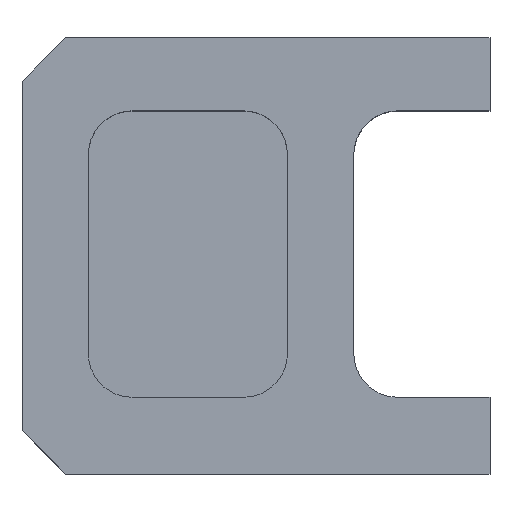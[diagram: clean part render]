
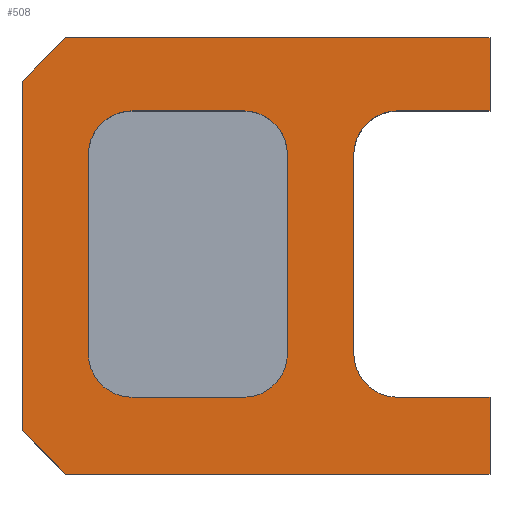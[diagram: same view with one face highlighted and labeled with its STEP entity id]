
A CAD part, top view. The second image highlights one B-rep face of the part: STEP entity #508.
In plain terms, the highlighted planar face has unit normal (0, 0, 1).
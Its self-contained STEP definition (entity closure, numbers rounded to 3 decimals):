
#14=DIRECTION('',(0.,1.,0.));
#15=VECTOR('',#14,5.334);
#16=CARTESIAN_POINT('',(34.036,-5.334,15.875));
#17=LINE('',#16,#15);
#32=DIRECTION('',(-1.,0.,0.));
#33=VECTOR('',#32,6.731);
#34=CARTESIAN_POINT('',(34.036,-5.334,15.875));
#35=LINE('',#34,#33);
#36=CARTESIAN_POINT('',(27.305,-8.509,15.875));
#37=DIRECTION('',(0.,0.,1.));
#38=DIRECTION('',(0.,1.,0.));
#39=AXIS2_PLACEMENT_3D('',#36,#37,#38);
#41=DIRECTION('',(0.,-1.,0.));
#42=VECTOR('',#41,14.478);
#43=CARTESIAN_POINT('',(24.13,-8.509,15.875));
#44=LINE('',#43,#42);
#45=CARTESIAN_POINT('',(27.305,-22.987,15.875));
#46=DIRECTION('',(0.,0.,1.));
#47=DIRECTION('',(-1.,0.,0.));
#48=AXIS2_PLACEMENT_3D('',#45,#46,#47);
#50=DIRECTION('',(1.,0.,0.));
#51=VECTOR('',#50,6.731);
#52=CARTESIAN_POINT('',(27.305,-26.162,15.875));
#53=LINE('',#52,#51);
#54=DIRECTION('',(-0.707,0.707,0.));
#55=VECTOR('',#54,4.49);
#56=CARTESIAN_POINT('',(3.175,-31.75,15.875));
#57=LINE('',#56,#55);
#58=DIRECTION('',(0.707,0.707,0.));
#59=VECTOR('',#58,4.49);
#60=CARTESIAN_POINT('',(0.,-3.175,15.875));
#61=LINE('',#60,#59);
#62=DIRECTION('',(0.,-1.,0.));
#63=VECTOR('',#62,14.478);
#64=CARTESIAN_POINT('',(4.826,-8.509,15.875));
#65=LINE('',#64,#63);
#66=CARTESIAN_POINT('',(8.001,-22.987,15.875));
#67=DIRECTION('',(0.,0.,1.));
#68=DIRECTION('',(-1.,0.,0.));
#69=AXIS2_PLACEMENT_3D('',#66,#67,#68);
#71=DIRECTION('',(1.,0.,0.));
#72=VECTOR('',#71,8.128);
#73=CARTESIAN_POINT('',(8.001,-26.162,15.875));
#74=LINE('',#73,#72);
#75=CARTESIAN_POINT('',(16.129,-22.987,15.875));
#76=DIRECTION('',(0.,0.,1.));
#77=DIRECTION('',(0.,-1.,0.));
#78=AXIS2_PLACEMENT_3D('',#75,#76,#77);
#80=DIRECTION('',(0.,1.,0.));
#81=VECTOR('',#80,14.478);
#82=CARTESIAN_POINT('',(19.304,-22.987,15.875));
#83=LINE('',#82,#81);
#84=CARTESIAN_POINT('',(16.129,-8.509,15.875));
#85=DIRECTION('',(0.,0.,1.));
#86=DIRECTION('',(1.,0.,0.));
#87=AXIS2_PLACEMENT_3D('',#84,#85,#86);
#89=DIRECTION('',(-1.,0.,0.));
#90=VECTOR('',#89,8.128);
#91=CARTESIAN_POINT('',(16.129,-5.334,15.875));
#92=LINE('',#91,#90);
#93=CARTESIAN_POINT('',(8.001,-8.509,15.875));
#94=DIRECTION('',(0.,0.,1.));
#95=DIRECTION('',(0.,1.,0.));
#96=AXIS2_PLACEMENT_3D('',#93,#94,#95);
#144=DIRECTION('',(-1.,0.,0.));
#145=VECTOR('',#144,30.861);
#146=CARTESIAN_POINT('',(34.036,0.,15.875));
#147=LINE('',#146,#145);
#156=DIRECTION('',(0.,-1.,0.));
#157=VECTOR('',#156,25.4);
#158=CARTESIAN_POINT('',(0.,-3.175,15.875));
#159=LINE('',#158,#157);
#168=DIRECTION('',(1.,0.,0.));
#169=VECTOR('',#168,30.861);
#170=CARTESIAN_POINT('',(3.175,-31.75,15.875));
#171=LINE('',#170,#169);
#176=DIRECTION('',(0.,1.,0.));
#177=VECTOR('',#176,5.588);
#178=CARTESIAN_POINT('',(34.036,-31.75,15.875));
#179=LINE('',#178,#177);
#338=CARTESIAN_POINT('',(34.036,-5.334,15.875));
#339=CARTESIAN_POINT('',(34.036,0.,15.875));
#340=VERTEX_POINT('',#338);
#341=VERTEX_POINT('',#339);
#356=CARTESIAN_POINT('',(27.305,-5.334,15.875));
#357=VERTEX_POINT('',#356);
#358=CARTESIAN_POINT('',(24.13,-8.509,15.875));
#359=VERTEX_POINT('',#358);
#360=CARTESIAN_POINT('',(24.13,-22.987,15.875));
#361=VERTEX_POINT('',#360);
#362=CARTESIAN_POINT('',(27.305,-26.162,15.875));
#363=VERTEX_POINT('',#362);
#364=CARTESIAN_POINT('',(34.036,-26.162,15.875));
#365=VERTEX_POINT('',#364);
#366=CARTESIAN_POINT('',(34.036,-31.75,15.875));
#367=VERTEX_POINT('',#366);
#368=CARTESIAN_POINT('',(3.175,-31.75,15.875));
#369=VERTEX_POINT('',#368);
#370=CARTESIAN_POINT('',(0.,-28.575,15.875));
#371=VERTEX_POINT('',#370);
#372=CARTESIAN_POINT('',(0.,-3.175,15.875));
#373=VERTEX_POINT('',#372);
#374=CARTESIAN_POINT('',(3.175,0.,15.875));
#375=VERTEX_POINT('',#374);
#376=CARTESIAN_POINT('',(4.826,-8.509,15.875));
#377=CARTESIAN_POINT('',(4.826,-22.987,15.875));
#378=VERTEX_POINT('',#376);
#379=VERTEX_POINT('',#377);
#380=CARTESIAN_POINT('',(8.001,-26.162,15.875));
#381=VERTEX_POINT('',#380);
#382=CARTESIAN_POINT('',(16.129,-26.162,15.875));
#383=VERTEX_POINT('',#382);
#384=CARTESIAN_POINT('',(19.304,-22.987,15.875));
#385=VERTEX_POINT('',#384);
#386=CARTESIAN_POINT('',(19.304,-8.509,15.875));
#387=VERTEX_POINT('',#386);
#388=CARTESIAN_POINT('',(16.129,-5.334,15.875));
#389=VERTEX_POINT('',#388);
#390=CARTESIAN_POINT('',(8.001,-5.334,15.875));
#391=VERTEX_POINT('',#390);
#460=CARTESIAN_POINT('',(0.,0.,15.875));
#461=DIRECTION('',(0.,0.,1.));
#462=DIRECTION('',(1.,0.,0.));
#463=AXIS2_PLACEMENT_3D('',#460,#461,#462);
#464=PLANE('',#463);
#466=ORIENTED_EDGE('',*,*,#465,.T.);
#468=ORIENTED_EDGE('',*,*,#467,.T.);
#470=ORIENTED_EDGE('',*,*,#469,.T.);
#472=ORIENTED_EDGE('',*,*,#471,.T.);
#474=ORIENTED_EDGE('',*,*,#473,.T.);
#476=ORIENTED_EDGE('',*,*,#475,.F.);
#478=ORIENTED_EDGE('',*,*,#477,.F.);
#480=ORIENTED_EDGE('',*,*,#479,.T.);
#482=ORIENTED_EDGE('',*,*,#481,.F.);
#484=ORIENTED_EDGE('',*,*,#483,.T.);
#486=ORIENTED_EDGE('',*,*,#485,.F.);
#487=ORIENTED_EDGE('',*,*,#443,.F.);
#488=EDGE_LOOP('',(#466,#468,#470,#472,#474,#476,#478,#480,#482,#484,#486,
#487));
#489=FACE_OUTER_BOUND('',#488,.F.);
#491=ORIENTED_EDGE('',*,*,#490,.T.);
#493=ORIENTED_EDGE('',*,*,#492,.T.);
#495=ORIENTED_EDGE('',*,*,#494,.T.);
#497=ORIENTED_EDGE('',*,*,#496,.T.);
#499=ORIENTED_EDGE('',*,*,#498,.T.);
#501=ORIENTED_EDGE('',*,*,#500,.T.);
#503=ORIENTED_EDGE('',*,*,#502,.T.);
#505=ORIENTED_EDGE('',*,*,#504,.T.);
#506=EDGE_LOOP('',(#491,#493,#495,#497,#499,#501,#503,#505));
#507=FACE_BOUND('',#506,.F.);
#508=ADVANCED_FACE('',(#489,#507),#464,.T.);
#40=CIRCLE('',#39,3.175);
#49=CIRCLE('',#48,3.175);
#70=CIRCLE('',#69,3.175);
#79=CIRCLE('',#78,3.175);
#88=CIRCLE('',#87,3.175);
#97=CIRCLE('',#96,3.175);
#443=EDGE_CURVE('',#340,#341,#17,.T.);
#465=EDGE_CURVE('',#340,#357,#35,.T.);
#467=EDGE_CURVE('',#357,#359,#40,.T.);
#469=EDGE_CURVE('',#359,#361,#44,.T.);
#471=EDGE_CURVE('',#361,#363,#49,.T.);
#473=EDGE_CURVE('',#363,#365,#53,.T.);
#475=EDGE_CURVE('',#367,#365,#179,.T.);
#477=EDGE_CURVE('',#369,#367,#171,.T.);
#479=EDGE_CURVE('',#369,#371,#57,.T.);
#481=EDGE_CURVE('',#373,#371,#159,.T.);
#483=EDGE_CURVE('',#373,#375,#61,.T.);
#485=EDGE_CURVE('',#341,#375,#147,.T.);
#490=EDGE_CURVE('',#378,#379,#65,.T.);
#492=EDGE_CURVE('',#379,#381,#70,.T.);
#494=EDGE_CURVE('',#381,#383,#74,.T.);
#496=EDGE_CURVE('',#383,#385,#79,.T.);
#498=EDGE_CURVE('',#385,#387,#83,.T.);
#500=EDGE_CURVE('',#387,#389,#88,.T.);
#502=EDGE_CURVE('',#389,#391,#92,.T.);
#504=EDGE_CURVE('',#391,#378,#97,.T.);
